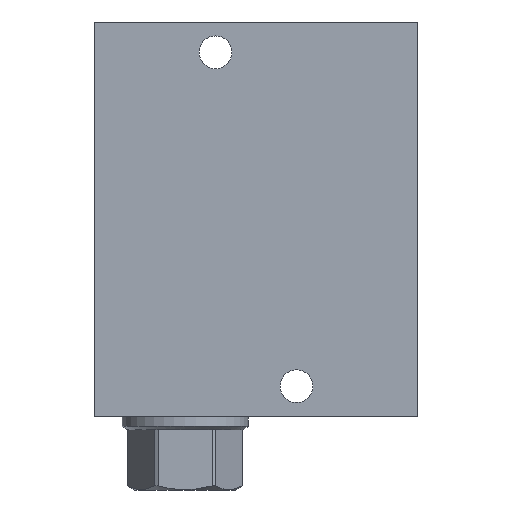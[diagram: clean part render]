
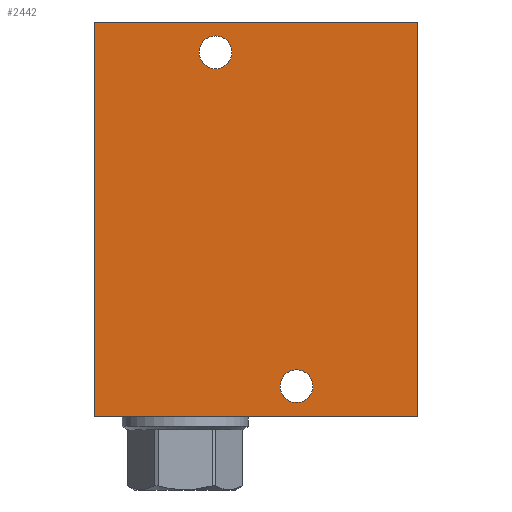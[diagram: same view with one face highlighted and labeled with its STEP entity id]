
A CAD part, front view. The second image highlights one B-rep face of the part: STEP entity #2442.
In plain terms, the highlighted planar face has unit normal (0, -1, 0).
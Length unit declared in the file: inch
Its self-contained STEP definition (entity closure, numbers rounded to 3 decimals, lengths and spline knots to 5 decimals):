
#5=DIRECTION('',(1.,0.,0.));
#6=VECTOR('',#5,4.);
#7=CARTESIAN_POINT('',(0.,-2.25,0.));
#8=LINE('',#7,#6);
#75=DIRECTION('',(0.,0.,1.));
#76=VECTOR('',#75,4.875);
#77=CARTESIAN_POINT('',(4.,-2.25,0.));
#78=LINE('',#77,#76);
#89=DIRECTION('',(0.,0.,1.));
#90=VECTOR('',#89,4.875);
#91=CARTESIAN_POINT('',(0.,-2.25,0.));
#92=LINE('',#91,#90);
#93=CARTESIAN_POINT('',(2.5,-2.25,0.375));
#94=DIRECTION('',(0.,1.,0.));
#95=DIRECTION('',(0.,0.,-1.));
#96=AXIS2_PLACEMENT_3D('',#93,#94,#95);
#98=CARTESIAN_POINT('',(2.5,-2.25,0.375));
#99=DIRECTION('',(0.,1.,0.));
#100=DIRECTION('',(0.,0.,1.));
#101=AXIS2_PLACEMENT_3D('',#98,#99,#100);
#103=CARTESIAN_POINT('',(1.5,-2.25,4.5));
#104=DIRECTION('',(0.,1.,0.));
#105=DIRECTION('',(0.,0.,-1.));
#106=AXIS2_PLACEMENT_3D('',#103,#104,#105);
#108=CARTESIAN_POINT('',(1.5,-2.25,4.5));
#109=DIRECTION('',(0.,1.,0.));
#110=DIRECTION('',(0.,0.,1.));
#111=AXIS2_PLACEMENT_3D('',#108,#109,#110);
#125=DIRECTION('',(1.,0.,0.));
#126=VECTOR('',#125,4.);
#127=CARTESIAN_POINT('',(0.,-2.25,4.875));
#128=LINE('',#127,#126);
#2063=CARTESIAN_POINT('',(0.,-2.25,0.));
#2065=VERTEX_POINT('',#2063);
#2066=CARTESIAN_POINT('',(4.,-2.25,0.));
#2067=VERTEX_POINT('',#2066);
#2071=CARTESIAN_POINT('',(0.,-2.25,4.875));
#2073=VERTEX_POINT('',#2071);
#2074=CARTESIAN_POINT('',(4.,-2.25,4.875));
#2075=VERTEX_POINT('',#2074);
#2224=CARTESIAN_POINT('',(2.5,-2.25,0.172));
#2225=CARTESIAN_POINT('',(2.5,-2.25,0.578));
#2226=VERTEX_POINT('',#2224);
#2227=VERTEX_POINT('',#2225);
#2236=CARTESIAN_POINT('',(1.5,-2.25,4.297));
#2237=CARTESIAN_POINT('',(1.5,-2.25,4.703));
#2238=VERTEX_POINT('',#2236);
#2239=VERTEX_POINT('',#2237);
#2418=CARTESIAN_POINT('',(0.,-2.25,0.));
#2419=DIRECTION('',(0.,-1.,0.));
#2420=DIRECTION('',(1.,0.,0.));
#2421=AXIS2_PLACEMENT_3D('',#2418,#2419,#2420);
#2422=PLANE('',#2421);
#2423=ORIENTED_EDGE('',*,*,#2330,.F.);
#2424=ORIENTED_EDGE('',*,*,#2355,.T.);
#2426=ORIENTED_EDGE('',*,*,#2425,.T.);
#2427=ORIENTED_EDGE('',*,*,#2404,.F.);
#2428=EDGE_LOOP('',(#2423,#2424,#2426,#2427));
#2429=FACE_OUTER_BOUND('',#2428,.F.);
#2431=ORIENTED_EDGE('',*,*,#2430,.F.);
#2433=ORIENTED_EDGE('',*,*,#2432,.F.);
#2434=EDGE_LOOP('',(#2431,#2433));
#2435=FACE_BOUND('',#2434,.F.);
#2437=ORIENTED_EDGE('',*,*,#2436,.F.);
#2439=ORIENTED_EDGE('',*,*,#2438,.F.);
#2440=EDGE_LOOP('',(#2437,#2439));
#2441=FACE_BOUND('',#2440,.F.);
#2442=ADVANCED_FACE('',(#2429,#2435,#2441),#2422,.T.);
#97=CIRCLE('',#96,0.203);
#102=CIRCLE('',#101,0.203);
#107=CIRCLE('',#106,0.203);
#112=CIRCLE('',#111,0.203);
#2330=EDGE_CURVE('',#2065,#2067,#8,.T.);
#2355=EDGE_CURVE('',#2065,#2073,#92,.T.);
#2404=EDGE_CURVE('',#2067,#2075,#78,.T.);
#2425=EDGE_CURVE('',#2073,#2075,#128,.T.);
#2430=EDGE_CURVE('',#2226,#2227,#97,.T.);
#2432=EDGE_CURVE('',#2227,#2226,#102,.T.);
#2436=EDGE_CURVE('',#2238,#2239,#107,.T.);
#2438=EDGE_CURVE('',#2239,#2238,#112,.T.);
